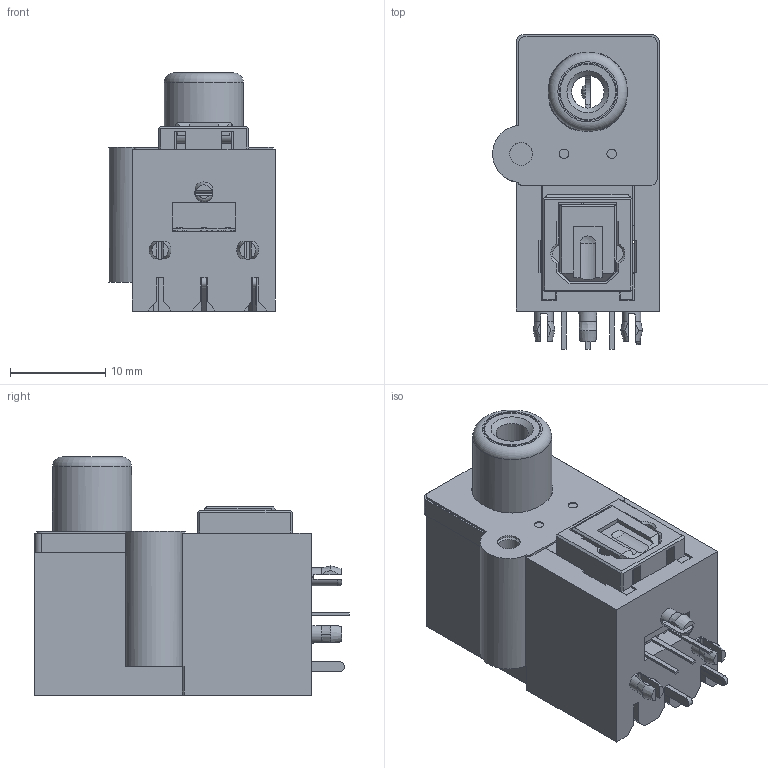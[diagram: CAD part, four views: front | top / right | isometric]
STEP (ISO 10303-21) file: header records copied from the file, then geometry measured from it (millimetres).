
FILE_DESCRIPTION(/* description */ (''),/* implementation_level */ '2;1');
FILE_NAME(/* name */ 'FCR684206T.stp',/* time_stamp */ '2018-06-20T10:29:48+01:00',/* author */ ('nbeasley'),/* organization */ (''),/* preprocessor_version */ 'ST-DEVELOPER v16.1',/* originating_system */ 'Autodesk Inventor 2016',/* authorisation */ '');
FILE_SCHEMA (('AUTOMOTIVE_DESIGN { 1 0 10303 214 3 1 1 }'));
Length unit declared in the file: millimetre
Products named in the file (1): FCR684206T
Bounding box: 17.49 x 32.99 x 25 mm (x, y, z)
Volume: 5127.5 mm3; surface area: 7962.2 mm2
Topology: 1 solids, 3 shells, 959 faces, 2816 edges, 1825 vertices
Faces by surface type: plane 787, cylinder 118, bspline 23, cone 20, sphere 6, torus 5
Full cylindrical faces by diameter (mm): 0.8 x2, 0.95 x1, 1 x5, 1.45 x1, 1.5 x2, 1.9 x3, 2.4 x2, 2.5 x1, 3.4 x1, 5.8 x2, 6 x1, 7.6 x1, 8.3 x1, 9.2 x1, 10 x1
Entity records: 33858 total; most frequent: CARTESIAN_POINT 7424, ORIENTED_EDGE 5552, DIRECTION 4900, EDGE_CURVE 2769, LINE 2238, VECTOR 2238, VERTEX_POINT 1811, AXIS2_PLACEMENT_3D 1331
